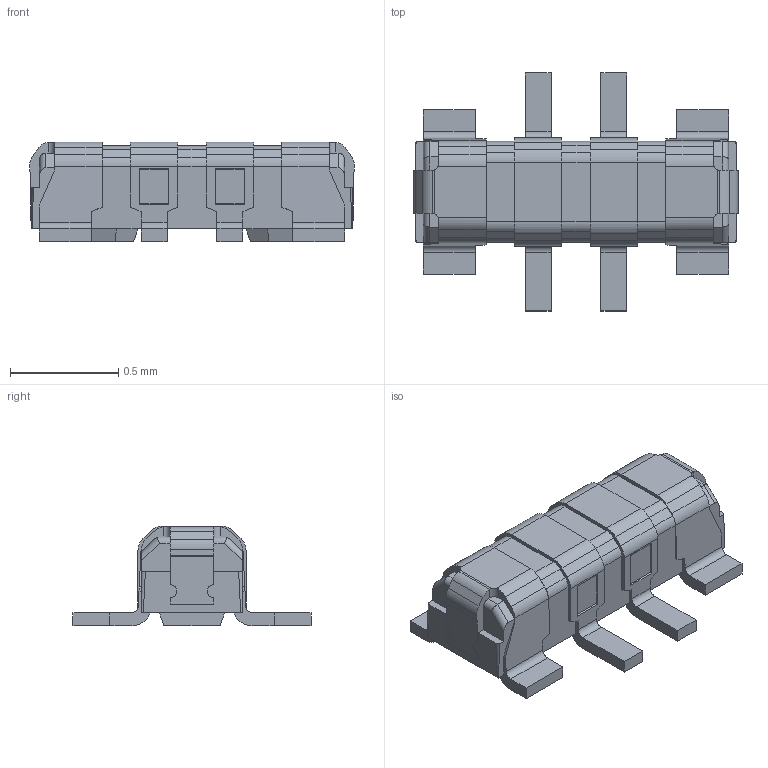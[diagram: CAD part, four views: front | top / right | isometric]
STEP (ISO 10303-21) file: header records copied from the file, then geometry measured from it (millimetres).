
FILE_DESCRIPTION (( 'STEP AP214' ), '1' );
FILE_NAME ('axf6k0412.step', '2020-11-20T07:05:06', ( '' ), ( '(C)Panasonic Corporation 2020' ), '', '', '' );
FILE_SCHEMA (( 'AUTOMOTIVE_DESIGN' ));
Length unit declared in the file: millimetre
Products named in the file (1): axf6k0412
Bounding box: 1.5 x 1.1 x 0.46 mm (x, y, z)
Volume: 0.3 mm3; surface area: 3.9 mm2
Topology: 1 solids, 1 shells, 256 faces, 736 edges, 488 vertices
Faces by surface type: plane 176, cylinder 80
Entity records: 8378 total; most frequent: CARTESIAN_POINT 1601, ORIENTED_EDGE 1472, DIRECTION 1342, EDGE_CURVE 736, LINE 572, VECTOR 572, VERTEX_POINT 488, AXIS2_PLACEMENT_3D 385
